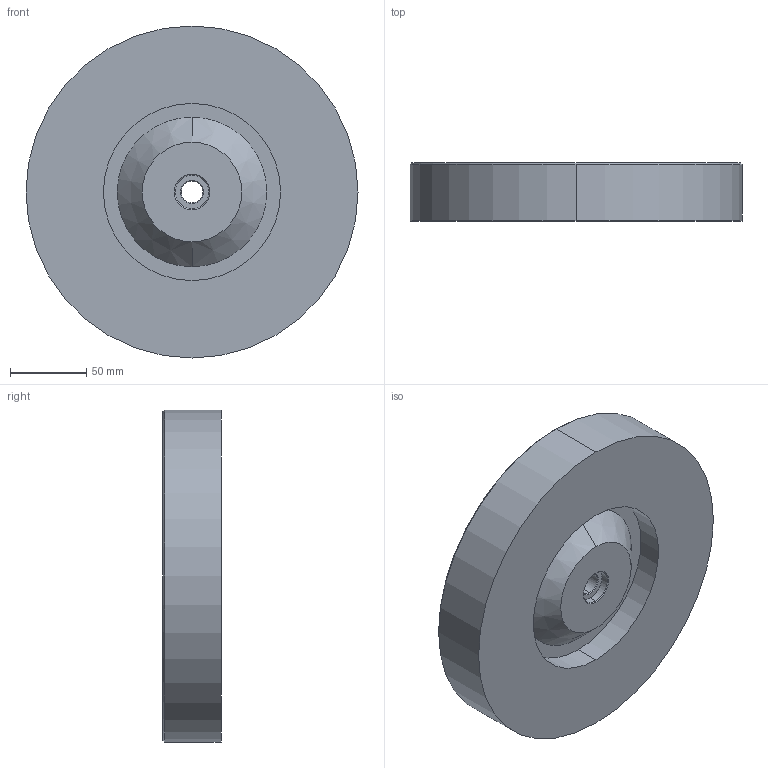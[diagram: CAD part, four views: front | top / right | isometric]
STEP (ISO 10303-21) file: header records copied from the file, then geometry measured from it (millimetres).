
FILE_DESCRIPTION (( 'STEP AP214' ), '1' );
FILE_NAME ('Gauder_base.STEP', '2025-03-26T23:42:32', ( '' ), ( '' ), 'SwSTEP 2.0', 'SolidWorks 2024', '' );
FILE_SCHEMA (( 'AUTOMOTIVE_DESIGN' ));
Length unit declared in the file: millimetre
Products named in the file (1): Gauder_base
Bounding box: 217.14 x 38 x 217.14 mm (x, y, z)
Volume: 1173780.7 mm3; surface area: 129512 mm2
Topology: 1 solids, 1 shells, 137 faces, 338 edges, 218 vertices
Faces by surface type: plane 81, cylinder 32, cone 24
Entity records: 4088 total; most frequent: DIRECTION 728, CARTESIAN_POINT 694, ORIENTED_EDGE 676, EDGE_CURVE 338, AXIS2_PLACEMENT_3D 252, VECTOR 224, LINE 224, VERTEX_POINT 218
